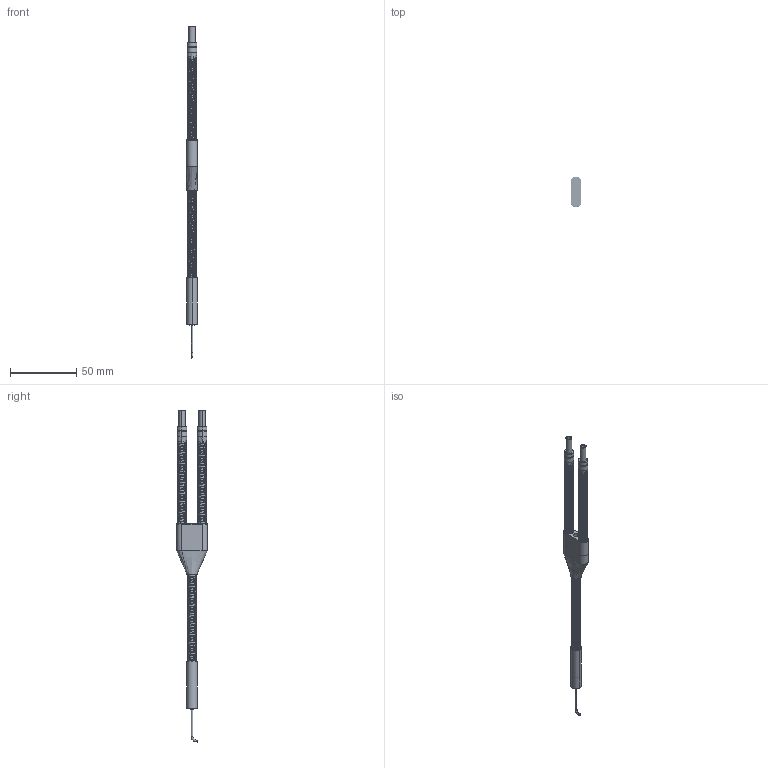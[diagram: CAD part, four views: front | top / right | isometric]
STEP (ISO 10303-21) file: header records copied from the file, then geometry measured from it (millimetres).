
FILE_DESCRIPTION((''),'2;1');
FILE_NAME('193312_ASM','2016-02-10T',('pdmadmin'),(''),'PRO/ENGINEER BY PARAMETRIC TECHNOLOGY CORPORATION, 2013230','PRO/ENGINEER BY PARAMETRIC TECHNOLOGY CORPORATION, 2013230','');
FILE_SCHEMA(('CONFIG_CONTROL_DESIGN'));
Length unit declared in the file: inch
Products named in the file (7): SHRINK_JUNCTION_GLASS__30; SS_TUBING_25; 1-4_FERRULE_310_DIA; PROBE_17220_06_X_1X_046; TERMINUS_GLASS__25_COLLAR; 17220_ASM; 193312_ASM
Assembly tree (9 placements, depth 3):
  193312_ASM
    17220_ASM
      SHRINK_JUNCTION_GLASS__30
      SS_TUBING_25  x3
      1-4_FERRULE_310_DIA
      PROBE_17220_06_X_1X_046
      TERMINUS_GLASS__25_COLLAR  x2
Bounding box: 8.13 x 23.37 x 251.37 mm (x, y, z)
Volume: 7293.2 mm3; surface area: 21625.2 mm2
Topology: 8 solids, 9 shells, 416 faces, 859 edges, 467 vertices
Faces by surface type: bspline 332, cylinder 46, plane 30, torus 6, cone 2
Entity records: 30717 total; most frequent: CARTESIAN_POINT 27292, ORIENTED_EDGE 734, DIRECTION 506, EDGE_CURVE 369, VERTEX_POINT 205, EDGE_LOOP 190, FACE_OUTER_BOUND 179, ADVANCED_FACE 179
